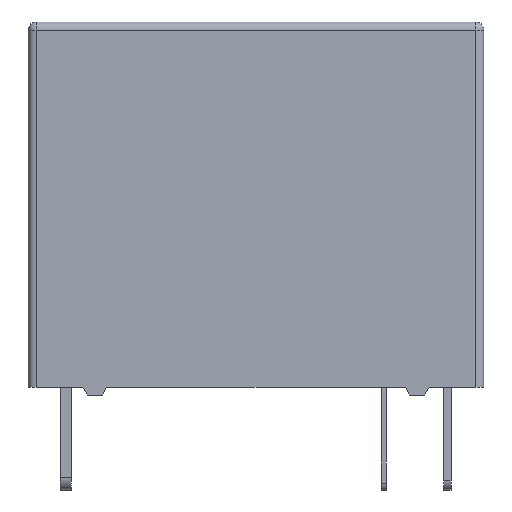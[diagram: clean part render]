
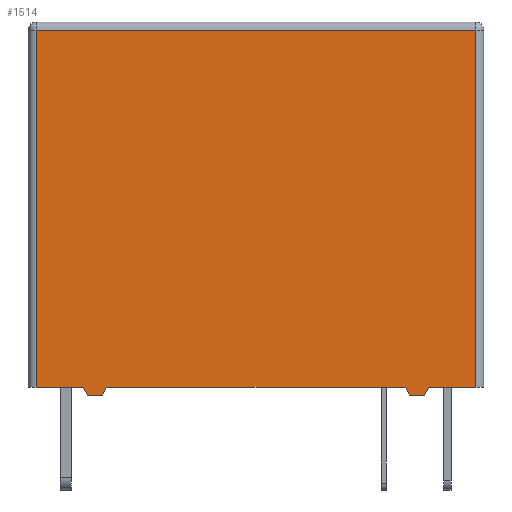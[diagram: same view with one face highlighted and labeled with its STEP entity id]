
A CAD part, front view. The second image highlights one B-rep face of the part: STEP entity #1514.
In plain terms, the highlighted planar face has unit normal (0, -1, 0).
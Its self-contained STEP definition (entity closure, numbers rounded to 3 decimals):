
#180=ORIENTED_EDGE('',*,*,#394,.T.);
#181=ORIENTED_EDGE('',*,*,#467,.T.);
#182=ORIENTED_EDGE('',*,*,#430,.T.);
#183=ORIENTED_EDGE('',*,*,#468,.T.);
#184=ORIENTED_EDGE('',*,*,#414,.T.);
#185=ORIENTED_EDGE('',*,*,#469,.T.);
#186=ORIENTED_EDGE('',*,*,#438,.T.);
#187=ORIENTED_EDGE('',*,*,#470,.T.);
#188=ORIENTED_EDGE('',*,*,#410,.T.);
#189=ORIENTED_EDGE('',*,*,#453,.T.);
#190=ORIENTED_EDGE('',*,*,#471,.T.);
#191=ORIENTED_EDGE('',*,*,#457,.T.);
#394=EDGE_CURVE('',#551,#550,#650,.T.);
#410=EDGE_CURVE('',#567,#566,#662,.T.);
#414=EDGE_CURVE('',#571,#570,#666,.T.);
#430=EDGE_CURVE('',#587,#586,#682,.T.);
#438=EDGE_CURVE('',#595,#594,#690,.T.);
#453=EDGE_CURVE('',#566,#602,#705,.F.);
#457=EDGE_CURVE('',#603,#551,#706,.T.);
#467=EDGE_CURVE('',#550,#587,#715,.T.);
#468=EDGE_CURVE('',#586,#571,#716,.T.);
#469=EDGE_CURVE('',#570,#595,#717,.T.);
#470=EDGE_CURVE('',#594,#567,#718,.T.);
#471=EDGE_CURVE('',#602,#603,#719,.F.);
#550=VERTEX_POINT('',#1995);
#551=VERTEX_POINT('',#1997);
#566=VERTEX_POINT('',#2027);
#567=VERTEX_POINT('',#2029);
#570=VERTEX_POINT('',#2035);
#571=VERTEX_POINT('',#2037);
#586=VERTEX_POINT('',#2069);
#587=VERTEX_POINT('',#2071);
#594=VERTEX_POINT('',#2087);
#595=VERTEX_POINT('',#2089);
#602=VERTEX_POINT('',#2115);
#603=VERTEX_POINT('',#2123);
#650=LINE('',#1996,#774);
#662=LINE('',#2028,#786);
#666=LINE('',#2036,#790);
#682=LINE('',#2070,#806);
#690=LINE('',#2088,#814);
#705=LINE('',#2114,#829);
#706=LINE('',#2122,#830);
#715=LINE('',#2138,#839);
#716=LINE('',#2139,#840);
#717=LINE('',#2140,#841);
#718=LINE('',#2141,#842);
#719=LINE('',#2142,#843);
#774=VECTOR('',#1673,1000.);
#786=VECTOR('',#1693,1000.);
#790=VECTOR('',#1697,1000.);
#806=VECTOR('',#1717,1000.);
#814=VECTOR('',#1729,1000.);
#829=VECTOR('',#1752,1000.);
#830=VECTOR('',#1765,1000.);
#839=VECTOR('',#1786,1000.);
#840=VECTOR('',#1787,1000.);
#841=VECTOR('',#1788,1000.);
#842=VECTOR('',#1789,1000.);
#843=VECTOR('',#1790,1000.);
#908=EDGE_LOOP('',(#180,#181,#182,#183,#184,#185,#186,#187,#188,#189,#190,
#191));
#974=FACE_BOUND('',#908,.T.);
#1032=PLANE('',#1589);
#1514=ADVANCED_FACE('',(#974),#1032,.F.);
#1589=AXIS2_PLACEMENT_3D('',#2137,#1784,#1785);
#1673=DIRECTION('',(1.,0.,0.));
#1693=DIRECTION('',(1.,0.,0.));
#1697=DIRECTION('',(1.,0.,0.));
#1717=DIRECTION('',(1.,0.,0.));
#1729=DIRECTION('',(1.,0.,0.));
#1752=DIRECTION('',(0.,0.,-1.));
#1765=DIRECTION('',(0.,0.,-1.));
#1784=DIRECTION('',(0.,1.,0.));
#1785=DIRECTION('',(0.,0.,1.));
#1786=DIRECTION('',(0.499,0.,-0.867));
#1787=DIRECTION('',(0.452,0.,0.892));
#1788=DIRECTION('',(0.452,0.,-0.892));
#1789=DIRECTION('',(0.499,0.,0.867));
#1790=DIRECTION('',(1.,0.,0.));
#1995=CARTESIAN_POINT('',(-6.912,-5.,0.31));
#1996=CARTESIAN_POINT('',(-8.78,-5.,0.31));
#1997=CARTESIAN_POINT('',(-8.78,-5.,0.31));
#2027=CARTESIAN_POINT('',(8.78,-5.,0.31));
#2028=CARTESIAN_POINT('',(9.1,-5.,0.31));
#2029=CARTESIAN_POINT('',(6.912,-5.,0.31));
#2035=CARTESIAN_POINT('',(5.968,-5.,0.31));
#2036=CARTESIAN_POINT('',(5.841,-5.,0.31));
#2037=CARTESIAN_POINT('',(-5.968,-5.,0.31));
#2069=CARTESIAN_POINT('',(-6.125,-5.,0.));
#2070=CARTESIAN_POINT('',(-9.1,-5.,0.));
#2071=CARTESIAN_POINT('',(-6.734,-5.,0.));
#2087=CARTESIAN_POINT('',(6.734,-5.,0.));
#2088=CARTESIAN_POINT('',(-9.1,-5.,0.));
#2089=CARTESIAN_POINT('',(6.125,-5.,0.));
#2114=CARTESIAN_POINT('',(8.78,-5.,14.9));
#2115=CARTESIAN_POINT('',(8.78,-5.,14.58));
#2122=CARTESIAN_POINT('',(-8.78,-5.,14.9));
#2123=CARTESIAN_POINT('',(-8.78,-5.,14.58));
#2137=CARTESIAN_POINT('',(-9.1,-5.,14.9));
#2138=CARTESIAN_POINT('',(-7.057,-5.,0.562));
#2139=CARTESIAN_POINT('',(-6.125,-5.,0.));
#2140=CARTESIAN_POINT('',(6.125,-5.,0.));
#2141=CARTESIAN_POINT('',(7.057,-5.,0.562));
#2142=CARTESIAN_POINT('',(-8.78,-5.,14.58));
